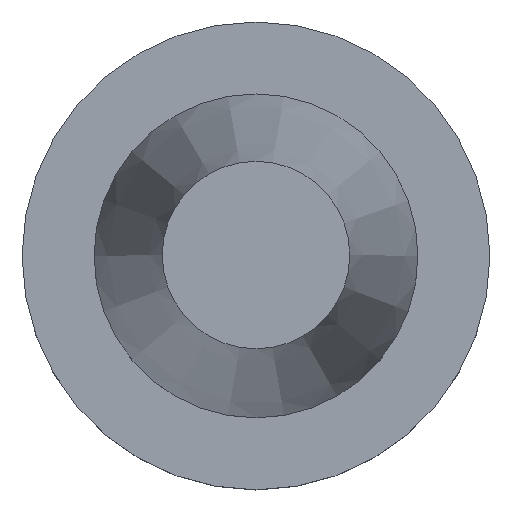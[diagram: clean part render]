
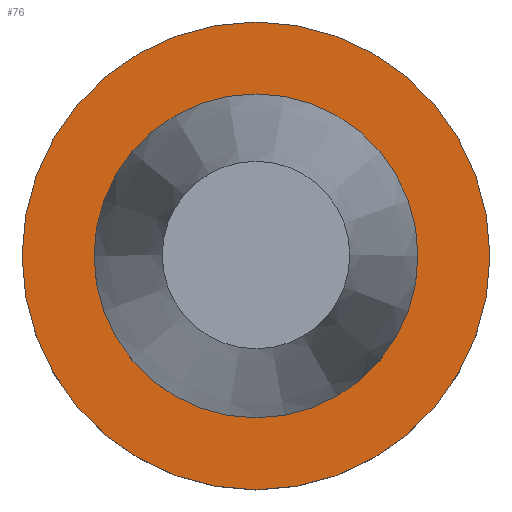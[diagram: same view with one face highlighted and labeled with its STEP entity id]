
A CAD part, top view. The second image highlights one B-rep face of the part: STEP entity #76.
In plain terms, the highlighted planar face has unit normal (0, 0, 1).
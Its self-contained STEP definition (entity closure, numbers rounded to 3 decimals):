
#39 = CARTESIAN_POINT ( 'NONE',  ( 0., 0., -3.175 ) ) ;
#41 = DIRECTION ( 'NONE',  ( 1., 0., 0. ) ) ;
#45 = EDGE_CURVE ( 'NONE', #48, #48, #301, .T. ) ;
#48 = VERTEX_POINT ( 'NONE', #402 ) ;
#74 = DIRECTION ( 'NONE',  ( 0., 0., 1. ) ) ;
#76 = ADVANCED_FACE ( 'NONE', ( #194, #126 ), #322, .F. ) ;
#109 = CIRCLE ( 'NONE', #316, 41.275 ) ;
#114 = ORIENTED_EDGE ( 'NONE', *, *, #128, .T. ) ;
#126 = FACE_OUTER_BOUND ( 'NONE', #216, .T. ) ;
#128 = EDGE_CURVE ( 'NONE', #144, #144, #109, .T. ) ;
#144 = VERTEX_POINT ( 'NONE', #240 ) ;
#156 = CARTESIAN_POINT ( 'NONE',  ( 0., 41.275, -3.175 ) ) ;
#190 = AXIS2_PLACEMENT_3D ( 'NONE', #378, #385, #279 ) ;
#194 = FACE_BOUND ( 'NONE', #339, .T. ) ;
#216 = EDGE_LOOP ( 'NONE', ( #114 ) ) ;
#240 = CARTESIAN_POINT ( 'NONE',  ( 41.275, 0., -3.175 ) ) ;
#251 = DIRECTION ( 'NONE',  ( -1., 0., 0. ) ) ;
#273 = AXIS2_PLACEMENT_3D ( 'NONE', #156, #413, #251 ) ;
#279 = DIRECTION ( 'NONE',  ( 1., 0., 0. ) ) ;
#301 = CIRCLE ( 'NONE', #190, 28.575 ) ;
#316 = AXIS2_PLACEMENT_3D ( 'NONE', #39, #74, #41 ) ;
#322 = PLANE ( 'NONE',  #273 ) ;
#339 = EDGE_LOOP ( 'NONE', ( #380 ) ) ;
#378 = CARTESIAN_POINT ( 'NONE',  ( 0., 0., -3.175 ) ) ;
#380 = ORIENTED_EDGE ( 'NONE', *, *, #45, .F. ) ;
#385 = DIRECTION ( 'NONE',  ( 0., 0., 1. ) ) ;
#402 = CARTESIAN_POINT ( 'NONE',  ( 28.575, 0., -3.175 ) ) ;
#413 = DIRECTION ( 'NONE',  ( 0., 0., -1. ) ) ;
